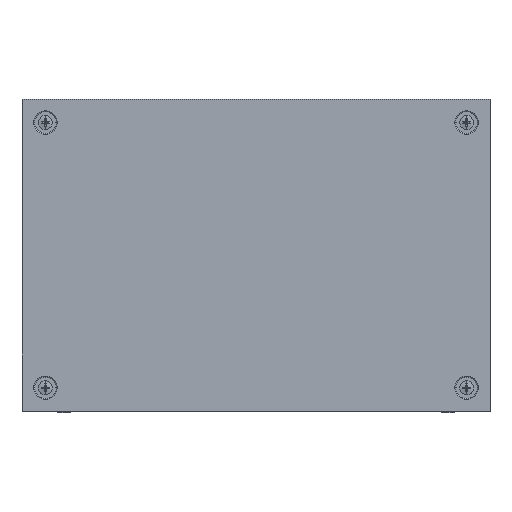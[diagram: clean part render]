
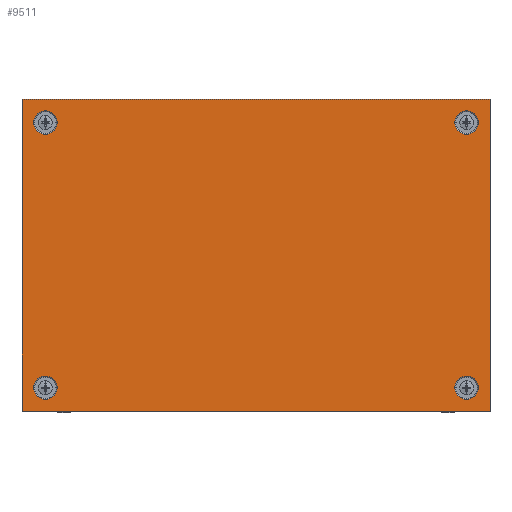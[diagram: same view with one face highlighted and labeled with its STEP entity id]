
A CAD part, top view. The second image highlights one B-rep face of the part: STEP entity #9511.
In plain terms, the highlighted planar face has unit normal (0, 0, 1).
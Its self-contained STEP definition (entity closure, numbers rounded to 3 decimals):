
#57 = CARTESIAN_POINT ( 'NONE',  ( 285., 185., 0. ) ) ;
#118 = EDGE_CURVE ( 'NONE', #18800, #7701, #20009, .T. ) ;
#473 = DIRECTION ( 'NONE',  ( 1., 0., 0. ) ) ;
#494 = DIRECTION ( 'NONE',  ( 1., 0., 0. ) ) ;
#694 = AXIS2_PLACEMENT_3D ( 'NONE', #57, #12288, #12058 ) ;
#1316 = VECTOR ( 'NONE', #14362, 1000. ) ;
#1400 = FACE_BOUND ( 'NONE', #12186, .T. ) ;
#1464 = LINE ( 'NONE', #3374, #9369 ) ;
#1689 = CARTESIAN_POINT ( 'NONE',  ( 0., 200., 0. ) ) ;
#1962 = VERTEX_POINT ( 'NONE', #14932 ) ;
#2519 = CARTESIAN_POINT ( 'NONE',  ( 285., 15., 0. ) ) ;
#2875 = FACE_BOUND ( 'NONE', #13272, .T. ) ;
#2952 = VERTEX_POINT ( 'NONE', #18932 ) ;
#3034 = CARTESIAN_POINT ( 'NONE',  ( 0., 0., 0. ) ) ;
#3051 = DIRECTION ( 'NONE',  ( 0., 1., 0. ) ) ;
#3086 = VERTEX_POINT ( 'NONE', #19768 ) ;
#3321 = EDGE_CURVE ( 'NONE', #3086, #12852, #10005, .T. ) ;
#3374 = CARTESIAN_POINT ( 'NONE',  ( 0., 0., 0. ) ) ;
#3884 = DIRECTION ( 'NONE',  ( 0., 0., 1. ) ) ;
#4540 = CARTESIAN_POINT ( 'NONE',  ( 292.5, 15., 0. ) ) ;
#4570 = FACE_OUTER_BOUND ( 'NONE', #8311, .T. ) ;
#5263 = ORIENTED_EDGE ( 'NONE', *, *, #19122, .F. ) ;
#5431 = VECTOR ( 'NONE', #3051, 1000. ) ;
#6637 = DIRECTION ( 'NONE',  ( 0., 0., 1. ) ) ;
#6734 = ORIENTED_EDGE ( 'NONE', *, *, #14771, .T. ) ;
#7169 = CARTESIAN_POINT ( 'NONE',  ( 0., 200., 0. ) ) ;
#7270 = AXIS2_PLACEMENT_3D ( 'NONE', #9441, #3884, #494 ) ;
#7284 = VECTOR ( 'NONE', #10023, 1000. ) ;
#7314 = DIRECTION ( 'NONE',  ( 0., 0., 1. ) ) ;
#7387 = AXIS2_PLACEMENT_3D ( 'NONE', #2519, #12639, #17688 ) ;
#7692 = EDGE_CURVE ( 'NONE', #7701, #18800, #16150, .T. ) ;
#7701 = VERTEX_POINT ( 'NONE', #4540 ) ;
#7882 = CARTESIAN_POINT ( 'NONE',  ( 0., 0., 0. ) ) ;
#8079 = DIRECTION ( 'NONE',  ( 1., 0., 0. ) ) ;
#8117 = CARTESIAN_POINT ( 'NONE',  ( 15., 185., 0. ) ) ;
#8298 = PLANE ( 'NONE',  #21945 ) ;
#8311 = EDGE_LOOP ( 'NONE', ( #20595, #18418, #11438, #6734 ) ) ;
#9231 = EDGE_CURVE ( 'NONE', #12852, #3086, #10465, .T. ) ;
#9369 = VECTOR ( 'NONE', #19087, 1000. ) ;
#9424 = CARTESIAN_POINT ( 'NONE',  ( 22.5, 185., 0. ) ) ;
#9441 = CARTESIAN_POINT ( 'NONE',  ( 15., 15., 0. ) ) ;
#9511 = ADVANCED_FACE ( 'NONE', ( #16898, #1400, #20071, #2875, #4570 ), #8298, .F. ) ;
#9647 = ORIENTED_EDGE ( 'NONE', *, *, #3321, .F. ) ;
#9674 = EDGE_CURVE ( 'NONE', #2952, #19587, #20170, .T. ) ;
#10005 = CIRCLE ( 'NONE', #13113, 7.5 ) ;
#10023 = DIRECTION ( 'NONE',  ( 0., -1., 0. ) ) ;
#10247 = AXIS2_PLACEMENT_3D ( 'NONE', #18379, #22178, #8079 ) ;
#10331 = EDGE_CURVE ( 'NONE', #16156, #11570, #17178, .T. ) ;
#10465 = CIRCLE ( 'NONE', #13380, 7.5 ) ;
#10825 = DIRECTION ( 'NONE',  ( 1., 0., 0. ) ) ;
#10848 = EDGE_CURVE ( 'NONE', #19587, #2952, #18724, .T. ) ;
#10884 = ORIENTED_EDGE ( 'NONE', *, *, #9674, .F. ) ;
#11438 = ORIENTED_EDGE ( 'NONE', *, *, #16613, .T. ) ;
#11496 = DIRECTION ( 'NONE',  ( -1., 0., 0. ) ) ;
#11570 = VERTEX_POINT ( 'NONE', #7169 ) ;
#11735 = LINE ( 'NONE', #18611, #7284 ) ;
#11787 = CARTESIAN_POINT ( 'NONE',  ( 300., 0., 0. ) ) ;
#11814 = AXIS2_PLACEMENT_3D ( 'NONE', #19010, #15978, #473 ) ;
#12058 = DIRECTION ( 'NONE',  ( 1., 0., 0. ) ) ;
#12186 = EDGE_LOOP ( 'NONE', ( #16866, #10884 ) ) ;
#12288 = DIRECTION ( 'NONE',  ( 0., 0., 1. ) ) ;
#12387 = VERTEX_POINT ( 'NONE', #18597 ) ;
#12639 = DIRECTION ( 'NONE',  ( 0., 0., 1. ) ) ;
#12840 = ORIENTED_EDGE ( 'NONE', *, *, #13251, .F. ) ;
#12852 = VERTEX_POINT ( 'NONE', #9424 ) ;
#13113 = AXIS2_PLACEMENT_3D ( 'NONE', #15789, #7314, #10825 ) ;
#13136 = CARTESIAN_POINT ( 'NONE',  ( 300., 200., 0. ) ) ;
#13251 = EDGE_CURVE ( 'NONE', #21300, #1962, #13445, .T. ) ;
#13272 = EDGE_LOOP ( 'NONE', ( #5263, #12840 ) ) ;
#13380 = AXIS2_PLACEMENT_3D ( 'NONE', #8117, #6637, #18518 ) ;
#13445 = CIRCLE ( 'NONE', #7270, 7.5 ) ;
#13827 = CIRCLE ( 'NONE', #10247, 7.5 ) ;
#13936 = DIRECTION ( 'NONE',  ( 0., 0., 1. ) ) ;
#14048 = EDGE_LOOP ( 'NONE', ( #17643, #9647 ) ) ;
#14362 = DIRECTION ( 'NONE',  ( -1., 0., 0. ) ) ;
#14771 = EDGE_CURVE ( 'NONE', #18371, #12387, #1464, .T. ) ;
#14932 = CARTESIAN_POINT ( 'NONE',  ( 22.5, 15., 0. ) ) ;
#15743 = EDGE_CURVE ( 'NONE', #12387, #16156, #16434, .T. ) ;
#15789 = CARTESIAN_POINT ( 'NONE',  ( 15., 185., 0. ) ) ;
#15978 = DIRECTION ( 'NONE',  ( 0., 0., 1. ) ) ;
#16075 = CARTESIAN_POINT ( 'NONE',  ( 285., 185., 0. ) ) ;
#16146 = ORIENTED_EDGE ( 'NONE', *, *, #118, .F. ) ;
#16150 = CIRCLE ( 'NONE', #11814, 7.5 ) ;
#16156 = VERTEX_POINT ( 'NONE', #13136 ) ;
#16434 = LINE ( 'NONE', #11787, #5431 ) ;
#16613 = EDGE_CURVE ( 'NONE', #11570, #18371, #11735, .T. ) ;
#16866 = ORIENTED_EDGE ( 'NONE', *, *, #10848, .F. ) ;
#16898 = FACE_BOUND ( 'NONE', #17884, .T. ) ;
#17178 = LINE ( 'NONE', #1689, #1316 ) ;
#17308 = DIRECTION ( 'NONE',  ( 1., 0., 0. ) ) ;
#17643 = ORIENTED_EDGE ( 'NONE', *, *, #9231, .F. ) ;
#17688 = DIRECTION ( 'NONE',  ( 1., 0., 0. ) ) ;
#17884 = EDGE_LOOP ( 'NONE', ( #21657, #16146 ) ) ;
#18371 = VERTEX_POINT ( 'NONE', #3034 ) ;
#18379 = CARTESIAN_POINT ( 'NONE',  ( 15., 15., 0. ) ) ;
#18404 = CARTESIAN_POINT ( 'NONE',  ( 277.5, 15., 0. ) ) ;
#18418 = ORIENTED_EDGE ( 'NONE', *, *, #10331, .T. ) ;
#18518 = DIRECTION ( 'NONE',  ( 1., 0., 0. ) ) ;
#18597 = CARTESIAN_POINT ( 'NONE',  ( 300., 0., 0. ) ) ;
#18611 = CARTESIAN_POINT ( 'NONE',  ( 0., 0., 0. ) ) ;
#18713 = CARTESIAN_POINT ( 'NONE',  ( 7.5, 15., 0. ) ) ;
#18724 = CIRCLE ( 'NONE', #20876, 7.5 ) ;
#18800 = VERTEX_POINT ( 'NONE', #18404 ) ;
#18932 = CARTESIAN_POINT ( 'NONE',  ( 277.5, 185., 0. ) ) ;
#19008 = CARTESIAN_POINT ( 'NONE',  ( 292.5, 185., 0. ) ) ;
#19010 = CARTESIAN_POINT ( 'NONE',  ( 285., 15., 0. ) ) ;
#19087 = DIRECTION ( 'NONE',  ( 1., 0., 0. ) ) ;
#19122 = EDGE_CURVE ( 'NONE', #1962, #21300, #13827, .T. ) ;
#19587 = VERTEX_POINT ( 'NONE', #19008 ) ;
#19768 = CARTESIAN_POINT ( 'NONE',  ( 7.5, 185., 0. ) ) ;
#19854 = DIRECTION ( 'NONE',  ( 0., 0., -1. ) ) ;
#20009 = CIRCLE ( 'NONE', #7387, 7.5 ) ;
#20071 = FACE_BOUND ( 'NONE', #14048, .T. ) ;
#20170 = CIRCLE ( 'NONE', #694, 7.5 ) ;
#20595 = ORIENTED_EDGE ( 'NONE', *, *, #15743, .T. ) ;
#20876 = AXIS2_PLACEMENT_3D ( 'NONE', #16075, #13936, #17308 ) ;
#21300 = VERTEX_POINT ( 'NONE', #18713 ) ;
#21657 = ORIENTED_EDGE ( 'NONE', *, *, #7692, .F. ) ;
#21945 = AXIS2_PLACEMENT_3D ( 'NONE', #7882, #19854, #11496 ) ;
#22178 = DIRECTION ( 'NONE',  ( 0., 0., 1. ) ) ;
